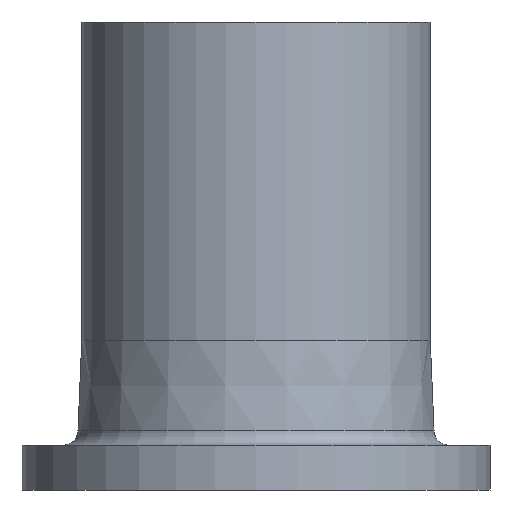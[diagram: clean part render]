
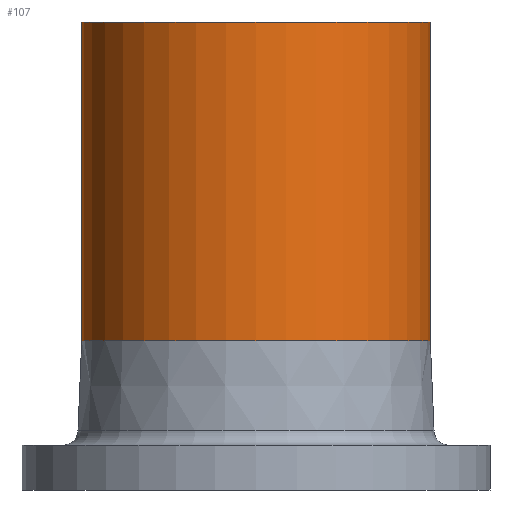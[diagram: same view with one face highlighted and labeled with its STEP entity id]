
A CAD part, front view. The second image highlights one B-rep face of the part: STEP entity #107.
In plain terms, the highlighted cylindrical face has radius 70 mm (diameter 140 mm), a partial arc.
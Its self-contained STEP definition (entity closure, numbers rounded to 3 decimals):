
#7 = CIRCLE ( 'NONE', #458, 70. ) ;
#32 = DIRECTION ( 'NONE',  ( 0., 0., -1. ) ) ;
#38 = CARTESIAN_POINT ( 'NONE',  ( -70., 0., 188. ) ) ;
#57 = EDGE_LOOP ( 'NONE', ( #319, #317, #97, #475 ) ) ;
#65 = VERTEX_POINT ( 'NONE', #409 ) ;
#68 = EDGE_CURVE ( 'NONE', #65, #467, #75, .T. ) ;
#72 = EDGE_CURVE ( 'NONE', #467, #377, #7, .T. ) ;
#75 = LINE ( 'NONE', #252, #474 ) ;
#78 = DIRECTION ( 'NONE',  ( 0., 0., -1. ) ) ;
#97 = ORIENTED_EDGE ( 'NONE', *, *, #153, .T. ) ;
#101 = LINE ( 'NONE', #142, #316 ) ;
#102 = FACE_OUTER_BOUND ( 'NONE', #57, .T. ) ;
#107 = ADVANCED_FACE ( 'NONE', ( #102 ), #144, .T. ) ;
#138 = DIRECTION ( 'NONE',  ( 0., 0., -1. ) ) ;
#142 = CARTESIAN_POINT ( 'NONE',  ( -70., 0., 0. ) ) ;
#144 = CYLINDRICAL_SURFACE ( 'NONE', #249, 70. ) ;
#153 = EDGE_CURVE ( 'NONE', #463, #377, #101, .T. ) ;
#197 = CIRCLE ( 'NONE', #239, 70. ) ;
#210 = CARTESIAN_POINT ( 'NONE',  ( 0., 0., 0. ) ) ;
#216 = DIRECTION ( 'NONE',  ( -1., 0., 0. ) ) ;
#226 = DIRECTION ( 'NONE',  ( -1., 0., 0. ) ) ;
#239 = AXIS2_PLACEMENT_3D ( 'NONE', #385, #390, #226 ) ;
#243 = EDGE_CURVE ( 'NONE', #65, #463, #197, .T. ) ;
#249 = AXIS2_PLACEMENT_3D ( 'NONE', #210, #138, #216 ) ;
#252 = CARTESIAN_POINT ( 'NONE',  ( 70., 0., 0. ) ) ;
#257 = DIRECTION ( 'NONE',  ( -1., 0., 0. ) ) ;
#261 = CARTESIAN_POINT ( 'NONE',  ( 0., 0., 60. ) ) ;
#271 = CARTESIAN_POINT ( 'NONE',  ( -70., 0., 60. ) ) ;
#302 = CARTESIAN_POINT ( 'NONE',  ( 70., 0., 60. ) ) ;
#316 = VECTOR ( 'NONE', #332, 1000. ) ;
#317 = ORIENTED_EDGE ( 'NONE', *, *, #243, .T. ) ;
#319 = ORIENTED_EDGE ( 'NONE', *, *, #68, .F. ) ;
#332 = DIRECTION ( 'NONE',  ( 0., 0., -1. ) ) ;
#377 = VERTEX_POINT ( 'NONE', #271 ) ;
#385 = CARTESIAN_POINT ( 'NONE',  ( 0., 0., 188. ) ) ;
#390 = DIRECTION ( 'NONE',  ( 0., 0., -1. ) ) ;
#409 = CARTESIAN_POINT ( 'NONE',  ( 70., 0., 188. ) ) ;
#458 = AXIS2_PLACEMENT_3D ( 'NONE', #261, #78, #257 ) ;
#463 = VERTEX_POINT ( 'NONE', #38 ) ;
#467 = VERTEX_POINT ( 'NONE', #302 ) ;
#474 = VECTOR ( 'NONE', #32, 1000. ) ;
#475 = ORIENTED_EDGE ( 'NONE', *, *, #72, .F. ) ;
